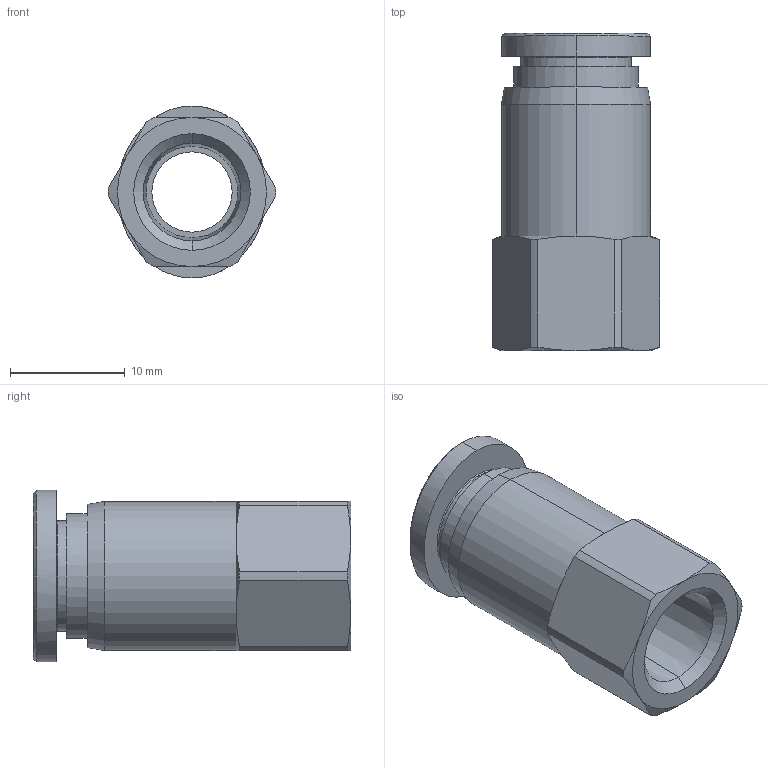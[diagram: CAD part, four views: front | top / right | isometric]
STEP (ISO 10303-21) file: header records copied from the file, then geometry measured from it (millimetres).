
FILE_DESCRIPTION (( 'STEP AP214' ), '1' );
FILE_NAME ('PCF08-G01.stp', '2015-09-17T11:10:59', ( '' ), ( '' ), 'SwSTEP 2.0', 'SolidWorks 2015', '' );
FILE_SCHEMA (( 'AUTOMOTIVE_DESIGN' ));
Length unit declared in the file: millimetre
Products named in the file (2): PCF08-G01; ｦ+ﾃｦ1
Assembly tree (1 placements, depth 2):
  PCF08-G01
    ｦ+ﾃｦ1
Bounding box: 14.6 x 27.7 x 15 mm (x, y, z)
Volume: 2240.9 mm3; surface area: 2202.7 mm2
Topology: 1 solids, 1 shells, 421 faces, 1172 edges, 774 vertices
Faces by surface type: plane 346, bspline 30, cylinder 23, cone 22
Entity records: 14630 total; most frequent: CARTESIAN_POINT 3608, ORIENTED_EDGE 2344, DIRECTION 1932, EDGE_CURVE 1172, LINE 1006, VECTOR 1006, VERTEX_POINT 774, AXIS2_PLACEMENT_3D 463
